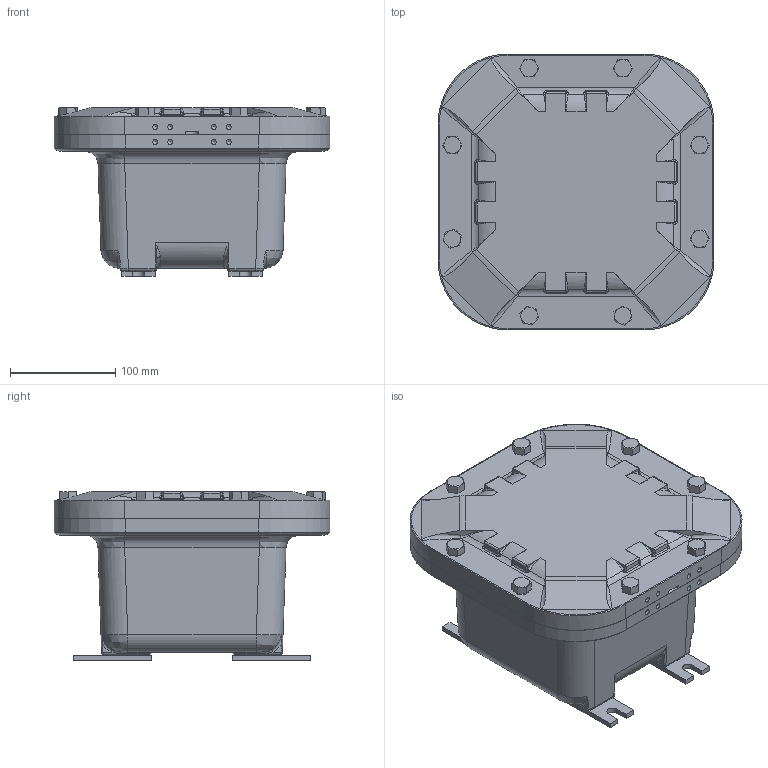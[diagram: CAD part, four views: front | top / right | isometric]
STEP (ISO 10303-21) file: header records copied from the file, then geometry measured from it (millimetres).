
FILE_DESCRIPTION(/* description */ (''),/* implementation_level */ '2;1');
FILE_NAME(/* name */ 'KIL_EXB-664 N34.stp',/* time_stamp */ '2017-11-13T15:44:10+05:00',/* author */ ('ypadmaraja'),/* organization */ (''),/* preprocessor_version */ 'ST-DEVELOPER v16.13',/* originating_system */ 'Autodesk Inventor 2018',/* authorisation */ '');
FILE_SCHEMA (('AUTOMOTIVE_DESIGN { 1 0 10303 214 3 1 1 }'));
Products named in the file (6): EXB-664 N34; 15670; 15672; 15688; ANSI/ASME B18.2.1 - 7/16-14 UNC - 1.25; ANSI B18.6.3 - 1/4-20 x 3/8
Assembly tree (22 placements, depth 2):
  EXB-664 N34
    15670
    15672
    15688  x4
    ANSI/ASME B18.2.1 - 7/16-14 UNC - 1.25  x8
    ANSI B18.6.3 - 1/4-20 x 3/8  x8
Bounding box: 261.94 x 261.94 x 160.33 mm (x, y, z)
Volume: 3290266.4 mm3; surface area: 475516.7 mm2
Topology: 22 solids, 22 shells, 1677 faces, 4259 edges, 2646 vertices
Faces by surface type: plane 670, bspline 465, cone 236, cylinder 230, torus 72, sphere 4
Full cylindrical faces by diameter (mm): 4.826 x8, 4.978 x12, 6.35 x8, 7.144 x8, 9.144 x8, 11.112 x8, 11.481 x8, 11.906 x8, 13.494 x8, 15.875 x8
Entity records: 53877 total; most frequent: CARTESIAN_POINT 27790, ORIENTED_EDGE 5632, DIRECTION 3985, EDGE_CURVE 2816, VERTEX_POINT 1833, LINE 1373, VECTOR 1373, EDGE_LOOP 1367
